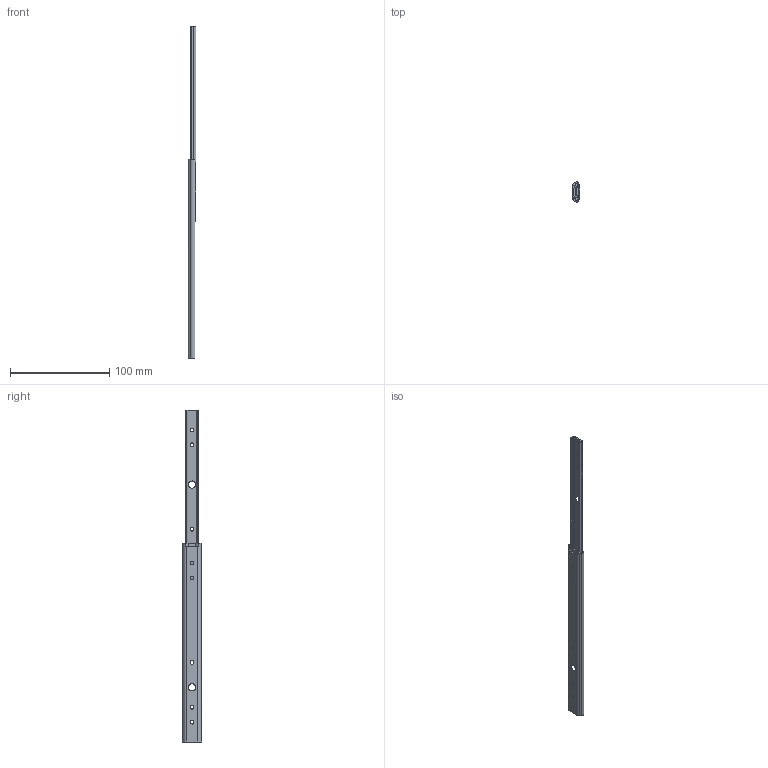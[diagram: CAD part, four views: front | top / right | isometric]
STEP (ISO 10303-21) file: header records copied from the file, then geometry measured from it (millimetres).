
FILE_DESCRIPTION (( 'STEP AP203' ), '1' );
FILE_NAME ('KC-283-20.STEP', '2020-03-24T04:33:04', ( '' ), ( '' ), 'SwSTEP 2.0', 'SolidWorks 2018', '' );
FILE_SCHEMA (( 'CONFIG_CONTROL_DESIGN' ));
Length unit declared in the file: millimetre
Products named in the file (4): KC-283-20_アウターメンバー_; KC-283-20_インナーメンバー; KC-283-20; KC-283-20_ボールリテイナー
Assembly tree (3 placements, depth 2):
  KC-283-20
    KC-283-20_アウターメンバー_
    KC-283-20_インナーメンバー
    KC-283-20_ボールリテイナー
Bounding box: 8 x 20 x 334 mm (x, y, z)
Volume: 13418.9 mm3; surface area: 23345.2 mm2
Topology: 3 solids, 3 shells, 142 faces, 412 edges, 274 vertices
Faces by surface type: plane 72, cylinder 70
Entity records: 5190 total; most frequent: DIRECTION 852, CARTESIAN_POINT 834, ORIENTED_EDGE 824, EDGE_CURVE 412, AXIS2_PLACEMENT_3D 292, VERTEX_POINT 274, VECTOR 268, LINE 268
